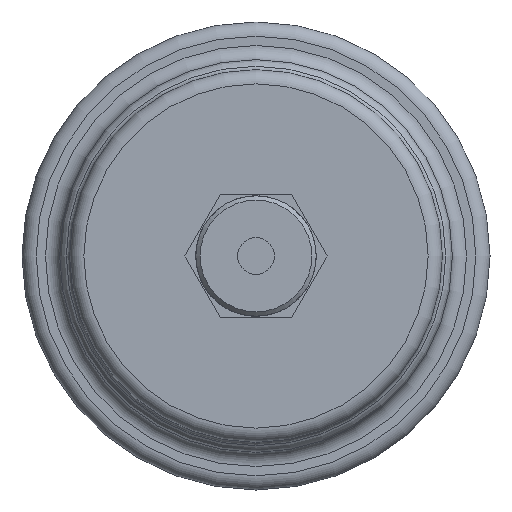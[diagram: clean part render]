
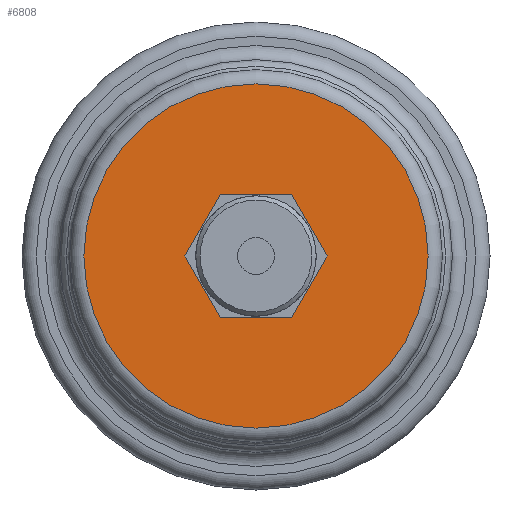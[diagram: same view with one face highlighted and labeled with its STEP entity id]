
A CAD part, front view. The second image highlights one B-rep face of the part: STEP entity #6808.
In plain terms, the highlighted planar face has unit normal (0, -1, 0).
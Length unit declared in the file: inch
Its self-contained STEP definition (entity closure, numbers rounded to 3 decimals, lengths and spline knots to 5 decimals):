
#1368 = CARTESIAN_POINT ( 'NONE',  ( 0.25014, 0., -0.43325 ) ) ;
#1940 = VERTEX_POINT ( 'NONE', #60880 ) ;
#1982 = EDGE_CURVE ( 'NONE', #33921, #33921, #46595, .T. ) ;
#3397 = DIRECTION ( 'NONE',  ( 0., -1., 0. ) ) ;
#4156 = VERTEX_POINT ( 'NONE', #39184 ) ;
#6808 = ADVANCED_FACE ( 'NONE', ( #23737, #28356 ), #59604, .T. ) ;
#8602 = ORIENTED_EDGE ( 'NONE', *, *, #32194, .F. ) ;
#10386 = DIRECTION ( 'NONE',  ( 0., 0., -1. ) ) ;
#10894 = DIRECTION ( 'NONE',  ( -0.5, 0., -0.866 ) ) ;
#10902 = ORIENTED_EDGE ( 'NONE', *, *, #54555, .F. ) ;
#11211 = EDGE_LOOP ( 'NONE', ( #8602, #10902, #11832, #46197, #25146, #23648 ) ) ;
#11832 = ORIENTED_EDGE ( 'NONE', *, *, #32939, .F. ) ;
#13973 = CARTESIAN_POINT ( 'NONE',  ( 0., 0., -1.21 ) ) ;
#15662 = CARTESIAN_POINT ( 'NONE',  ( 0., 0., 0. ) ) ;
#16194 = VECTOR ( 'NONE', #63073, 39.37008 ) ;
#16596 = CARTESIAN_POINT ( 'NONE',  ( 0.25014, 0., 0.43325 ) ) ;
#17076 = ORIENTED_EDGE ( 'NONE', *, *, #1982, .T. ) ;
#17868 = AXIS2_PLACEMENT_3D ( 'NONE', #15662, #25362, #10386 ) ;
#18176 = CARTESIAN_POINT ( 'NONE',  ( -0.50027, 0., 0. ) ) ;
#19810 = VERTEX_POINT ( 'NONE', #46654 ) ;
#20551 = VECTOR ( 'NONE', #49231, 39.37008 ) ;
#21968 = VERTEX_POINT ( 'NONE', #22026 ) ;
#22026 = CARTESIAN_POINT ( 'NONE',  ( 0.50027, 0., 0. ) ) ;
#23042 = LINE ( 'NONE', #1368, #33045 ) ;
#23648 = ORIENTED_EDGE ( 'NONE', *, *, #48123, .F. ) ;
#23737 = FACE_OUTER_BOUND ( 'NONE', #36407, .T. ) ;
#24566 = DIRECTION ( 'NONE',  ( 1., 0., 0. ) ) ;
#25146 = ORIENTED_EDGE ( 'NONE', *, *, #46031, .F. ) ;
#25362 = DIRECTION ( 'NONE',  ( 0., -1., 0. ) ) ;
#25835 = CARTESIAN_POINT ( 'NONE',  ( -0.25014, 0., 0.43325 ) ) ;
#25941 = VECTOR ( 'NONE', #10894, 39.37008 ) ;
#28206 = CARTESIAN_POINT ( 'NONE',  ( -0.25014, 0., -0.43325 ) ) ;
#28356 = FACE_BOUND ( 'NONE', #11211, .T. ) ;
#29315 = CARTESIAN_POINT ( 'NONE',  ( 1.31, 0., 0. ) ) ;
#29453 = AXIS2_PLACEMENT_3D ( 'NONE', #29315, #3397, #38996 ) ;
#29736 = CARTESIAN_POINT ( 'NONE',  ( 0.25014, 0., -0.43325 ) ) ;
#31239 = LINE ( 'NONE', #51560, #53531 ) ;
#32194 = EDGE_CURVE ( 'NONE', #54825, #4156, #63767, .T. ) ;
#32939 = EDGE_CURVE ( 'NONE', #1940, #19810, #41879, .T. ) ;
#33045 = VECTOR ( 'NONE', #47682, 39.37008 ) ;
#33921 = VERTEX_POINT ( 'NONE', #13973 ) ;
#34309 = VECTOR ( 'NONE', #24566, 39.37008 ) ;
#36407 = EDGE_LOOP ( 'NONE', ( #17076 ) ) ;
#38996 = DIRECTION ( 'NONE',  ( 0., 0., -1. ) ) ;
#39184 = CARTESIAN_POINT ( 'NONE',  ( -0.25014, 0., -0.43325 ) ) ;
#41604 = DIRECTION ( 'NONE',  ( -0.5, 0., 0.866 ) ) ;
#41879 = LINE ( 'NONE', #16596, #20551 ) ;
#44185 = LINE ( 'NONE', #28206, #34309 ) ;
#46031 = EDGE_CURVE ( 'NONE', #46715, #21968, #23042, .T. ) ;
#46197 = ORIENTED_EDGE ( 'NONE', *, *, #54119, .F. ) ;
#46595 = CIRCLE ( 'NONE', #17868, 1.21 ) ;
#46652 = CARTESIAN_POINT ( 'NONE',  ( -0.50027, 0., 0. ) ) ;
#46654 = CARTESIAN_POINT ( 'NONE',  ( -0.25014, 0., 0.43325 ) ) ;
#46715 = VERTEX_POINT ( 'NONE', #29736 ) ;
#47682 = DIRECTION ( 'NONE',  ( 0.5, 0., 0.866 ) ) ;
#48123 = EDGE_CURVE ( 'NONE', #4156, #46715, #44185, .T. ) ;
#49231 = DIRECTION ( 'NONE',  ( -1., 0., 0. ) ) ;
#51560 = CARTESIAN_POINT ( 'NONE',  ( 0.50027, 0., 0. ) ) ;
#53531 = VECTOR ( 'NONE', #41604, 39.37008 ) ;
#54119 = EDGE_CURVE ( 'NONE', #21968, #1940, #31239, .T. ) ;
#54555 = EDGE_CURVE ( 'NONE', #19810, #54825, #60422, .T. ) ;
#54825 = VERTEX_POINT ( 'NONE', #46652 ) ;
#59604 = PLANE ( 'NONE',  #29453 ) ;
#60422 = LINE ( 'NONE', #25835, #25941 ) ;
#60880 = CARTESIAN_POINT ( 'NONE',  ( 0.25014, 0., 0.43325 ) ) ;
#63073 = DIRECTION ( 'NONE',  ( 0.5, 0., -0.866 ) ) ;
#63767 = LINE ( 'NONE', #18176, #16194 ) ;
